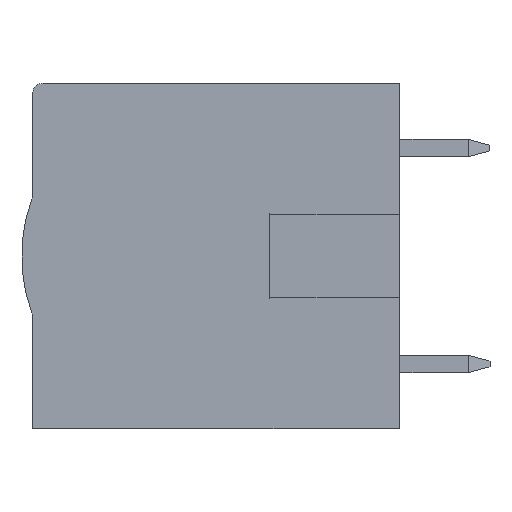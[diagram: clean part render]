
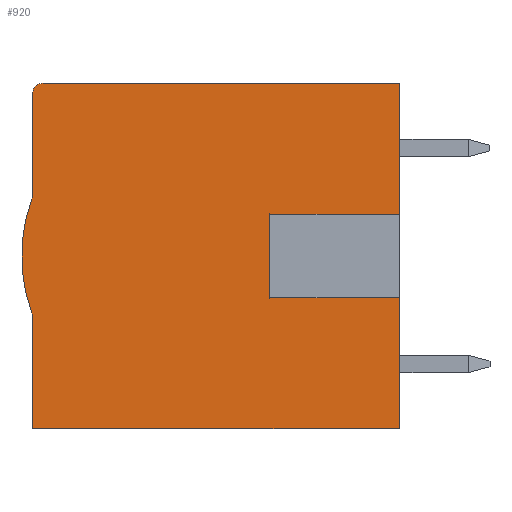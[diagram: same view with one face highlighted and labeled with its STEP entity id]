
A CAD part, left-side view. The second image highlights one B-rep face of the part: STEP entity #920.
In plain terms, the highlighted planar face has unit normal (-1, 0, 0).
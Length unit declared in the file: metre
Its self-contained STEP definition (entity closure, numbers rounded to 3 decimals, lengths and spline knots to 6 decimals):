
#920=ADVANCED_FACE('',(#2139),#2140,.F.);
#2139=FACE_OUTER_BOUND('',#3711,.T.);
#2140=PLANE('',#3712);
#3711=EDGE_LOOP('',(#6723,#6724,#6725,#6726,#6727,#6728,#6729,#6730,#6731,#6732,#6733));
#3712=AXIS2_PLACEMENT_3D('',#6734,#6735,#6736);
#6723=ORIENTED_EDGE('',*,*,#10420,.F.);
#6724=ORIENTED_EDGE('',*,*,#10421,.T.);
#6725=ORIENTED_EDGE('',*,*,#10026,.T.);
#6726=ORIENTED_EDGE('',*,*,#9949,.F.);
#6727=ORIENTED_EDGE('',*,*,#9529,.T.);
#6728=ORIENTED_EDGE('',*,*,#10271,.F.);
#6729=ORIENTED_EDGE('',*,*,#10412,.F.);
#6730=ORIENTED_EDGE('',*,*,#10268,.F.);
#6731=ORIENTED_EDGE('',*,*,#10418,.F.);
#6732=ORIENTED_EDGE('',*,*,#10005,.T.);
#6733=ORIENTED_EDGE('',*,*,#10422,.F.);
#6734=CARTESIAN_POINT('',(0.,0.016394,0.));
#6735=DIRECTION('',(1.0,0.,0.));
#6736=DIRECTION('',(0.0,1.0,0.));
#9529=EDGE_CURVE('',#11546,#11547,#11548,.T.);
#9949=EDGE_CURVE('',#11546,#12272,#12273,.T.);
#10005=EDGE_CURVE('',#12352,#12350,#12353,.T.);
#10026=EDGE_CURVE('',#12346,#12272,#12391,.T.);
#10268=EDGE_CURVE('',#12753,#12755,#12756,.T.);
#10271=EDGE_CURVE('',#12758,#11547,#12760,.T.);
#10412=EDGE_CURVE('',#12755,#12758,#12965,.T.);
#10418=EDGE_CURVE('',#12352,#12753,#12972,.T.);
#10420=EDGE_CURVE('',#12974,#12975,#12976,.T.);
#10421=EDGE_CURVE('',#12974,#12346,#12977,.T.);
#10422=EDGE_CURVE('',#12975,#12350,#12978,.T.);
#11546=VERTEX_POINT('',#14558);
#11547=VERTEX_POINT('',#14559);
#11548=CIRCLE('',#14560,0.000495);
#12272=VERTEX_POINT('',#15807);
#12273=LINE('',#15808,#15809);
#12346=VERTEX_POINT('',#15940);
#12350=VERTEX_POINT('',#15946);
#12352=VERTEX_POINT('',#15949);
#12353=LINE('',#15950,#15951);
#12391=LINE('',#16009,#16010);
#12753=VERTEX_POINT('',#16559);
#12755=VERTEX_POINT('',#16562);
#12756=LINE('',#16563,#16564);
#12758=VERTEX_POINT('',#16567);
#12760=LINE('',#16570,#16571);
#12965=CIRCLE('',#16875,0.007722);
#12972=LINE('',#16886,#16887);
#12974=VERTEX_POINT('',#16889);
#12975=VERTEX_POINT('',#16890);
#12976=LINE('',#16891,#16892);
#12977=LINE('',#16893,#16894);
#12978=LINE('',#16895,#16896);
#14558=CARTESIAN_POINT('',(0.,0.016505,-0.000009));
#14559=CARTESIAN_POINT('',(0.,0.017,-0.000504));
#14560=AXIS2_PLACEMENT_3D('',#18345,#18346,#18347);
#15807=CARTESIAN_POINT('',(0.,0.,-0.000009));
#15808=CARTESIAN_POINT('',(0.0,0.,-0.000009));
#15809=VECTOR('',#18750,1.0);
#15940=CARTESIAN_POINT('',(0.,0.,-0.006086));
#15946=CARTESIAN_POINT('',(0.,0.,-0.009932));
#15949=CARTESIAN_POINT('',(0.0,0.,-0.016009));
#15950=CARTESIAN_POINT('',(0.0,0.,-0.019889));
#15951=VECTOR('',#18791,1.0);
#16009=CARTESIAN_POINT('',(0.0,0.,-0.019889));
#16010=VECTOR('',#18812,1.0);
#16559=CARTESIAN_POINT('',(0.,0.017,-0.016009));
#16562=CARTESIAN_POINT('',(0.,0.017,-0.010743));
#16563=CARTESIAN_POINT('',(0.,0.017,-0.010979));
#16564=VECTOR('',#19037,1.0);
#16567=CARTESIAN_POINT('',(0.,0.017,-0.005276));
#16570=CARTESIAN_POINT('',(0.,0.017,-0.010979));
#16571=VECTOR('',#19040,1.0);
#16875=AXIS2_PLACEMENT_3D('',#19164,#19165,#19166);
#16886=CARTESIAN_POINT('',(0.,0.016394,-0.016009));
#16887=VECTOR('',#19171,1.0);
#16889=CARTESIAN_POINT('',(0.,0.006,-0.006086));
#16890=CARTESIAN_POINT('',(0.,0.006,-0.009932));
#16891=CARTESIAN_POINT('',(0.,0.006,-0.009932));
#16892=VECTOR('',#19172,1.0);
#16893=CARTESIAN_POINT('',(0.,0.006,-0.006086));
#16894=VECTOR('',#19173,1.0);
#16895=CARTESIAN_POINT('',(0.,0.006,-0.009932));
#16896=VECTOR('',#19174,1.0);
#18345=CARTESIAN_POINT('',(0.,0.016505,-0.000504));
#18346=DIRECTION('',(-1.0,0.,0.));
#18347=DIRECTION('',(0.,0.,1.0));
#18750=DIRECTION('',(0.,-1.0,0.));
#18791=DIRECTION('',(0.,0.,1.0));
#18812=DIRECTION('',(0.,0.,1.0));
#19037=DIRECTION('',(0.,0.,1.0));
#19040=DIRECTION('',(0.,0.,1.0));
#19164=CARTESIAN_POINT('',(0.,0.009778,-0.008009));
#19165=DIRECTION('',(1.0,0.,0.));
#19166=DIRECTION('',(0.,0.,1.0));
#19171=DIRECTION('',(0.,1.0,0.));
#19172=DIRECTION('',(0.0,0.,-1.0));
#19173=DIRECTION('',(-0.0,-1.0,-0.0));
#19174=DIRECTION('',(-0.0,-1.0,-0.0));
